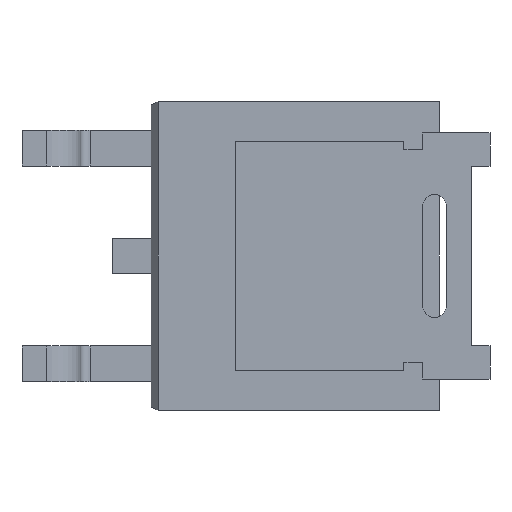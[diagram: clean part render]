
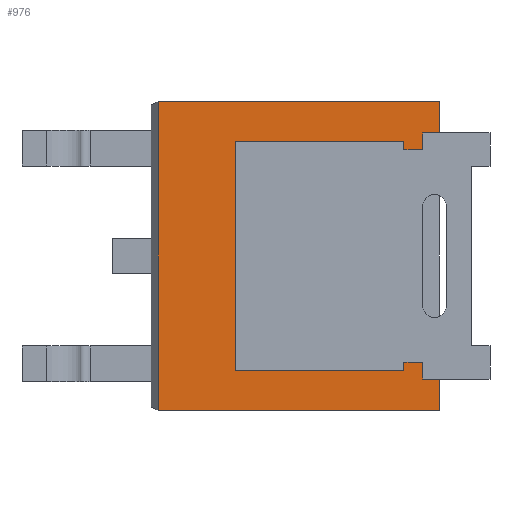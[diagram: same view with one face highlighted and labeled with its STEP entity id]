
A CAD part, front view. The second image highlights one B-rep face of the part: STEP entity #976.
In plain terms, the highlighted planar face has unit normal (0, -1, 0).
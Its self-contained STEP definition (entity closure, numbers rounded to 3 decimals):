
#23 = LINE ( 'NONE', #818, #79 ) ;
#43 = CARTESIAN_POINT ( 'NONE',  ( -0.44, 0., 0. ) ) ;
#51 = LINE ( 'NONE', #807, #578 ) ;
#54 = VECTOR ( 'NONE', #2628, 1000. ) ;
#57 = ORIENTED_EDGE ( 'NONE', *, *, #2524, .T. ) ;
#79 = VECTOR ( 'NONE', #1237, 1000. ) ;
#82 = EDGE_CURVE ( 'NONE', #2465, #268, #676, .T. ) ;
#99 = CARTESIAN_POINT ( 'NONE',  ( -2.072, 0., 3.27 ) ) ;
#103 = CARTESIAN_POINT ( 'NONE',  ( 3.53, 0., -2.605 ) ) ;
#124 = DIRECTION ( 'NONE',  ( 1., 0., 0. ) ) ;
#146 = LINE ( 'NONE', #1719, #2062 ) ;
#180 = CARTESIAN_POINT ( 'NONE',  ( 0., 0., -3.27 ) ) ;
#193 = VERTEX_POINT ( 'NONE', #2319 ) ;
#224 = EDGE_CURVE ( 'NONE', #1386, #2465, #1064, .T. ) ;
#236 = ORIENTED_EDGE ( 'NONE', *, *, #734, .T. ) ;
#247 = LINE ( 'NONE', #799, #386 ) ;
#268 = VERTEX_POINT ( 'NONE', #447 ) ;
#317 = CARTESIAN_POINT ( 'NONE',  ( 3.53, 0., -2.255 ) ) ;
#338 = CARTESIAN_POINT ( 'NONE',  ( 3.88, 0., 3.27 ) ) ;
#386 = VECTOR ( 'NONE', #1801, 1000. ) ;
#403 = VERTEX_POINT ( 'NONE', #99 ) ;
#404 = DIRECTION ( 'NONE',  ( 0., 0., 1. ) ) ;
#447 = CARTESIAN_POINT ( 'NONE',  ( 3.13, 0., 2.43 ) ) ;
#451 = LINE ( 'NONE', #1839, #1996 ) ;
#456 = DIRECTION ( 'NONE',  ( 0., 0., 1. ) ) ;
#503 = VECTOR ( 'NONE', #404, 1000. ) ;
#510 = EDGE_CURVE ( 'NONE', #193, #1492, #1513, .T. ) ;
#555 = ORIENTED_EDGE ( 'NONE', *, *, #908, .T. ) ;
#558 = VERTEX_POINT ( 'NONE', #317 ) ;
#578 = VECTOR ( 'NONE', #817, 1000. ) ;
#632 = CARTESIAN_POINT ( 'NONE',  ( 3.88, 0., 0. ) ) ;
#676 = LINE ( 'NONE', #1190, #54 ) ;
#689 = ORIENTED_EDGE ( 'NONE', *, *, #1286, .T. ) ;
#696 = EDGE_CURVE ( 'NONE', #2070, #1720, #51, .T. ) ;
#702 = CARTESIAN_POINT ( 'NONE',  ( 3.53, 0., 0. ) ) ;
#704 = LINE ( 'NONE', #1975, #1841 ) ;
#734 = EDGE_CURVE ( 'NONE', #2200, #2046, #1673, .T. ) ;
#799 = CARTESIAN_POINT ( 'NONE',  ( 3.13, 0., 0. ) ) ;
#807 = CARTESIAN_POINT ( 'NONE',  ( 3.53, 0., 0. ) ) ;
#817 = DIRECTION ( 'NONE',  ( 0., 0., 1. ) ) ;
#818 = CARTESIAN_POINT ( 'NONE',  ( -2.072, 0., -3.27 ) ) ;
#831 = CARTESIAN_POINT ( 'NONE',  ( 3.13, 0., -2.43 ) ) ;
#864 = VECTOR ( 'NONE', #124, 1000. ) ;
#866 = CARTESIAN_POINT ( 'NONE',  ( 3.88, 0., 0. ) ) ;
#908 = EDGE_CURVE ( 'NONE', #1492, #558, #1184, .T. ) ;
#924 = AXIS2_PLACEMENT_3D ( 'NONE', #1563, #1531, #926 ) ;
#926 = DIRECTION ( 'NONE',  ( 1., 0., 0. ) ) ;
#939 = EDGE_CURVE ( 'NONE', #2046, #403, #146, .T. ) ;
#969 = CARTESIAN_POINT ( 'NONE',  ( 0., 0., 2.255 ) ) ;
#976 = ADVANCED_FACE ( 'NONE', ( #2340 ), #2195, .T. ) ;
#1004 = VECTOR ( 'NONE', #1051, 1000. ) ;
#1050 = ORIENTED_EDGE ( 'NONE', *, *, #2229, .T. ) ;
#1051 = DIRECTION ( 'NONE',  ( 0., 0., 1. ) ) ;
#1064 = LINE ( 'NONE', #43, #2450 ) ;
#1131 = CARTESIAN_POINT ( 'NONE',  ( -0.44, 0., 2.43 ) ) ;
#1158 = ORIENTED_EDGE ( 'NONE', *, *, #2204, .T. ) ;
#1162 = EDGE_LOOP ( 'NONE', ( #2274, #2630, #689, #2168, #555, #1597, #1822, #1158, #1743, #2610, #1050, #1970, #1350, #57, #236, #2584 ) ) ;
#1184 = LINE ( 'NONE', #702, #2668 ) ;
#1190 = CARTESIAN_POINT ( 'NONE',  ( 0., 0., 2.43 ) ) ;
#1201 = EDGE_CURVE ( 'NONE', #2245, #2070, #1576, .T. ) ;
#1216 = CARTESIAN_POINT ( 'NONE',  ( 3.88, 0., -3.27 ) ) ;
#1237 = DIRECTION ( 'NONE',  ( 0., 0., -1. ) ) ;
#1249 = CARTESIAN_POINT ( 'NONE',  ( -0.44, 0., -2.43 ) ) ;
#1286 = EDGE_CURVE ( 'NONE', #1308, #193, #1700, .T. ) ;
#1308 = VERTEX_POINT ( 'NONE', #1216 ) ;
#1350 = ORIENTED_EDGE ( 'NONE', *, *, #696, .T. ) ;
#1353 = DIRECTION ( 'NONE',  ( -1., 0., 0. ) ) ;
#1386 = VERTEX_POINT ( 'NONE', #1249 ) ;
#1449 = CARTESIAN_POINT ( 'NONE',  ( 3.13, 0., 0. ) ) ;
#1474 = CARTESIAN_POINT ( 'NONE',  ( -2.072, 0., -3.27 ) ) ;
#1492 = VERTEX_POINT ( 'NONE', #103 ) ;
#1500 = DIRECTION ( 'NONE',  ( -1., 0., 0. ) ) ;
#1513 = LINE ( 'NONE', #2611, #2290 ) ;
#1531 = DIRECTION ( 'NONE',  ( 0., -1., 0. ) ) ;
#1556 = CARTESIAN_POINT ( 'NONE',  ( 3.13, 0., -2.255 ) ) ;
#1563 = CARTESIAN_POINT ( 'NONE',  ( 0., 0., 0. ) ) ;
#1576 = LINE ( 'NONE', #969, #2186 ) ;
#1577 = DIRECTION ( 'NONE',  ( -1., 0., 0. ) ) ;
#1597 = ORIENTED_EDGE ( 'NONE', *, *, #2446, .T. ) ;
#1615 = DIRECTION ( 'NONE',  ( 1., 0., 0. ) ) ;
#1673 = LINE ( 'NONE', #866, #1004 ) ;
#1700 = LINE ( 'NONE', #632, #503 ) ;
#1719 = CARTESIAN_POINT ( 'NONE',  ( 0., 0., 3.27 ) ) ;
#1720 = VERTEX_POINT ( 'NONE', #2470 ) ;
#1736 = EDGE_CURVE ( 'NONE', #1906, #1308, #2294, .T. ) ;
#1743 = ORIENTED_EDGE ( 'NONE', *, *, #224, .T. ) ;
#1769 = CARTESIAN_POINT ( 'NONE',  ( 3.53, 0., 2.255 ) ) ;
#1801 = DIRECTION ( 'NONE',  ( 0., 0., -1. ) ) ;
#1822 = ORIENTED_EDGE ( 'NONE', *, *, #2615, .T. ) ;
#1839 = CARTESIAN_POINT ( 'NONE',  ( 0., 0., -2.43 ) ) ;
#1841 = VECTOR ( 'NONE', #1353, 1000. ) ;
#1906 = VERTEX_POINT ( 'NONE', #1474 ) ;
#1970 = ORIENTED_EDGE ( 'NONE', *, *, #1201, .T. ) ;
#1975 = CARTESIAN_POINT ( 'NONE',  ( 0., 0., -2.255 ) ) ;
#1996 = VECTOR ( 'NONE', #2218, 1000. ) ;
#2000 = VECTOR ( 'NONE', #2673, 1000. ) ;
#2030 = VECTOR ( 'NONE', #2074, 1000. ) ;
#2046 = VERTEX_POINT ( 'NONE', #338 ) ;
#2062 = VECTOR ( 'NONE', #1500, 1000. ) ;
#2070 = VERTEX_POINT ( 'NONE', #1769 ) ;
#2074 = DIRECTION ( 'NONE',  ( 0., 0., -1. ) ) ;
#2092 = LINE ( 'NONE', #1449, #2030 ) ;
#2110 = DIRECTION ( 'NONE',  ( 0., 0., 1. ) ) ;
#2145 = VERTEX_POINT ( 'NONE', #1556 ) ;
#2168 = ORIENTED_EDGE ( 'NONE', *, *, #510, .T. ) ;
#2186 = VECTOR ( 'NONE', #1615, 1000. ) ;
#2195 = PLANE ( 'NONE',  #924 ) ;
#2200 = VERTEX_POINT ( 'NONE', #2257 ) ;
#2204 = EDGE_CURVE ( 'NONE', #2305, #1386, #451, .T. ) ;
#2218 = DIRECTION ( 'NONE',  ( -1., 0., 0. ) ) ;
#2227 = CARTESIAN_POINT ( 'NONE',  ( 3.13, 0., 2.255 ) ) ;
#2229 = EDGE_CURVE ( 'NONE', #268, #2245, #247, .T. ) ;
#2245 = VERTEX_POINT ( 'NONE', #2227 ) ;
#2257 = CARTESIAN_POINT ( 'NONE',  ( 3.88, 0., 2.605 ) ) ;
#2274 = ORIENTED_EDGE ( 'NONE', *, *, #2370, .T. ) ;
#2290 = VECTOR ( 'NONE', #1577, 1000. ) ;
#2294 = LINE ( 'NONE', #180, #2000 ) ;
#2305 = VERTEX_POINT ( 'NONE', #831 ) ;
#2319 = CARTESIAN_POINT ( 'NONE',  ( 3.88, 0., -2.605 ) ) ;
#2340 = FACE_OUTER_BOUND ( 'NONE', #1162, .T. ) ;
#2370 = EDGE_CURVE ( 'NONE', #403, #1906, #23, .T. ) ;
#2412 = LINE ( 'NONE', #2635, #864 ) ;
#2446 = EDGE_CURVE ( 'NONE', #558, #2145, #704, .T. ) ;
#2450 = VECTOR ( 'NONE', #456, 1000. ) ;
#2465 = VERTEX_POINT ( 'NONE', #1131 ) ;
#2470 = CARTESIAN_POINT ( 'NONE',  ( 3.53, 0., 2.605 ) ) ;
#2524 = EDGE_CURVE ( 'NONE', #1720, #2200, #2412, .T. ) ;
#2584 = ORIENTED_EDGE ( 'NONE', *, *, #939, .T. ) ;
#2610 = ORIENTED_EDGE ( 'NONE', *, *, #82, .T. ) ;
#2611 = CARTESIAN_POINT ( 'NONE',  ( 0., 0., -2.605 ) ) ;
#2615 = EDGE_CURVE ( 'NONE', #2145, #2305, #2092, .T. ) ;
#2628 = DIRECTION ( 'NONE',  ( 1., 0., 0. ) ) ;
#2630 = ORIENTED_EDGE ( 'NONE', *, *, #1736, .T. ) ;
#2635 = CARTESIAN_POINT ( 'NONE',  ( 0., 0., 2.605 ) ) ;
#2668 = VECTOR ( 'NONE', #2110, 1000. ) ;
#2673 = DIRECTION ( 'NONE',  ( 1., 0., 0. ) ) ;
